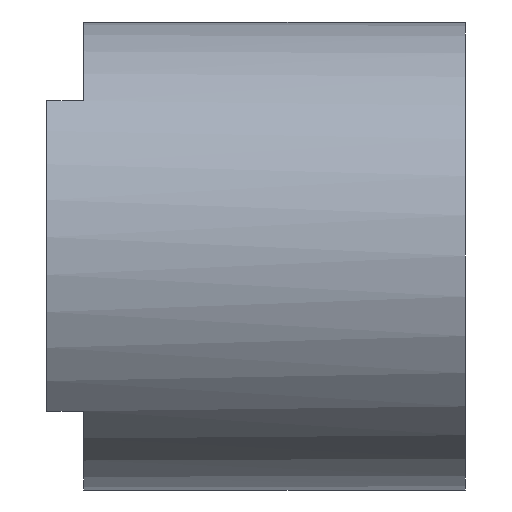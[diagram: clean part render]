
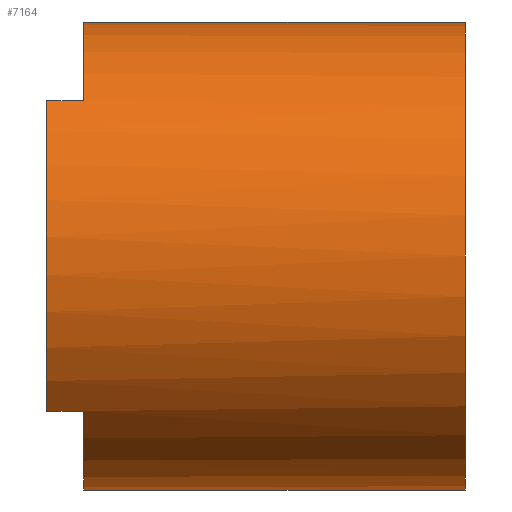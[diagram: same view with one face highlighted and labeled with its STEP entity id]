
A CAD part, left-side view. The second image highlights one B-rep face of the part: STEP entity #7164.
In plain terms, the highlighted cylindrical face has radius 9.5 mm (diameter 19 mm), a partial arc.
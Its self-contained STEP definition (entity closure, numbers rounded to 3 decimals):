
#235 = EDGE_CURVE ( 'NONE', #2882, #6513, #5501, .T. ) ;
#535 = DIRECTION ( 'NONE',  ( 0., 1., 0. ) ) ;
#554 = ORIENTED_EDGE ( 'NONE', *, *, #1764, .T. ) ;
#677 = AXIS2_PLACEMENT_3D ( 'NONE', #8536, #535, #11003 ) ;
#1098 = EDGE_CURVE ( 'NONE', #3630, #4514, #13077, .T. ) ;
#1348 = DIRECTION ( 'NONE',  ( 0., 1., 0. ) ) ;
#1392 = LINE ( 'NONE', #6843, #3728 ) ;
#1394 = DIRECTION ( 'NONE',  ( 0., -1., 0. ) ) ;
#1578 = EDGE_LOOP ( 'NONE', ( #4747, #9663, #12546, #554, #9595, #11630, #2156, #13060 ) ) ;
#1700 = AXIS2_PLACEMENT_3D ( 'NONE', #11221, #5164, #12233 ) ;
#1750 = VERTEX_POINT ( 'NONE', #5672 ) ;
#1764 = EDGE_CURVE ( 'NONE', #3630, #1750, #1392, .T. ) ;
#2052 = CARTESIAN_POINT ( 'NONE',  ( -24.5, 17., 0. ) ) ;
#2156 = ORIENTED_EDGE ( 'NONE', *, *, #3986, .T. ) ;
#2289 = DIRECTION ( 'NONE',  ( 0., 1., 0. ) ) ;
#2882 = VERTEX_POINT ( 'NONE', #10700 ) ;
#3630 = VERTEX_POINT ( 'NONE', #9221 ) ;
#3728 = VECTOR ( 'NONE', #12682, 1000. ) ;
#3783 = DIRECTION ( 'NONE',  ( 0., -1., 0. ) ) ;
#3986 = EDGE_CURVE ( 'NONE', #8067, #6513, #5360, .T. ) ;
#4363 = CARTESIAN_POINT ( 'NONE',  ( -24.5, 17., 0. ) ) ;
#4514 = VERTEX_POINT ( 'NONE', #9518 ) ;
#4747 = ORIENTED_EDGE ( 'NONE', *, *, #9007, .F. ) ;
#4750 = CARTESIAN_POINT ( 'NONE',  ( -24.5, 17., 9.5 ) ) ;
#4990 = AXIS2_PLACEMENT_3D ( 'NONE', #7439, #1348, #8445 ) ;
#5164 = DIRECTION ( 'NONE',  ( 0., 1., 0. ) ) ;
#5360 = CIRCLE ( 'NONE', #677, 9.5 ) ;
#5397 = DIRECTION ( 'NONE',  ( 0., 0., 1. ) ) ;
#5501 = LINE ( 'NONE', #4750, #8193 ) ;
#5672 = CARTESIAN_POINT ( 'NONE',  ( -31.611, 15.5, -6.3 ) ) ;
#6147 = CARTESIAN_POINT ( 'NONE',  ( -31.611, 17., 6.3 ) ) ;
#6513 = VERTEX_POINT ( 'NONE', #8891 ) ;
#6795 = DIRECTION ( 'NONE',  ( 0., -1., 0. ) ) ;
#6843 = CARTESIAN_POINT ( 'NONE',  ( -31.611, 17., -6.3 ) ) ;
#7142 = CARTESIAN_POINT ( 'NONE',  ( -31.611, 15.5, 6.3 ) ) ;
#7147 = AXIS2_PLACEMENT_3D ( 'NONE', #2052, #1394, #12157 ) ;
#7164 = ADVANCED_FACE ( 'NONE', ( #10260 ), #7648, .T. ) ;
#7439 = CARTESIAN_POINT ( 'NONE',  ( -24.5, 15.5, 0. ) ) ;
#7648 = CYLINDRICAL_SURFACE ( 'NONE', #7147, 9.5 ) ;
#7924 = EDGE_CURVE ( 'NONE', #11185, #4514, #12526, .T. ) ;
#7976 = CIRCLE ( 'NONE', #4990, 9.5 ) ;
#8067 = VERTEX_POINT ( 'NONE', #11518 ) ;
#8193 = VECTOR ( 'NONE', #6795, 1000. ) ;
#8416 = VECTOR ( 'NONE', #2289, 1000. ) ;
#8445 = DIRECTION ( 'NONE',  ( 0., 0., 1. ) ) ;
#8536 = CARTESIAN_POINT ( 'NONE',  ( -24.5, 0., 0. ) ) ;
#8891 = CARTESIAN_POINT ( 'NONE',  ( -24.5, 0., 9.5 ) ) ;
#9007 = EDGE_CURVE ( 'NONE', #11185, #2882, #12077, .T. ) ;
#9093 = LINE ( 'NONE', #9910, #11443 ) ;
#9221 = CARTESIAN_POINT ( 'NONE',  ( -31.611, 17., -6.3 ) ) ;
#9518 = CARTESIAN_POINT ( 'NONE',  ( -31.611, 17., 6.3 ) ) ;
#9595 = ORIENTED_EDGE ( 'NONE', *, *, #12557, .F. ) ;
#9663 = ORIENTED_EDGE ( 'NONE', *, *, #7924, .T. ) ;
#9910 = CARTESIAN_POINT ( 'NONE',  ( -24.5, 17., -9.5 ) ) ;
#10260 = FACE_OUTER_BOUND ( 'NONE', #1578, .T. ) ;
#10700 = CARTESIAN_POINT ( 'NONE',  ( -24.5, 15.5, 9.5 ) ) ;
#11003 = DIRECTION ( 'NONE',  ( 0., 0., 1. ) ) ;
#11152 = CARTESIAN_POINT ( 'NONE',  ( -24.5, 15.5, -9.5 ) ) ;
#11185 = VERTEX_POINT ( 'NONE', #7142 ) ;
#11221 = CARTESIAN_POINT ( 'NONE',  ( -24.5, 15.5, 0. ) ) ;
#11287 = AXIS2_PLACEMENT_3D ( 'NONE', #4363, #11451, #5397 ) ;
#11443 = VECTOR ( 'NONE', #3783, 1000. ) ;
#11451 = DIRECTION ( 'NONE',  ( 0., 1., 0. ) ) ;
#11518 = CARTESIAN_POINT ( 'NONE',  ( -24.5, 0., -9.5 ) ) ;
#11630 = ORIENTED_EDGE ( 'NONE', *, *, #12193, .T. ) ;
#11772 = VERTEX_POINT ( 'NONE', #11152 ) ;
#12077 = CIRCLE ( 'NONE', #1700, 9.5 ) ;
#12157 = DIRECTION ( 'NONE',  ( 0., 0., -1. ) ) ;
#12193 = EDGE_CURVE ( 'NONE', #11772, #8067, #9093, .T. ) ;
#12233 = DIRECTION ( 'NONE',  ( 0., 0., 1. ) ) ;
#12526 = LINE ( 'NONE', #6147, #8416 ) ;
#12546 = ORIENTED_EDGE ( 'NONE', *, *, #1098, .F. ) ;
#12557 = EDGE_CURVE ( 'NONE', #11772, #1750, #7976, .T. ) ;
#12682 = DIRECTION ( 'NONE',  ( 0., -1., 0. ) ) ;
#13060 = ORIENTED_EDGE ( 'NONE', *, *, #235, .F. ) ;
#13077 = CIRCLE ( 'NONE', #11287, 9.5 ) ;
